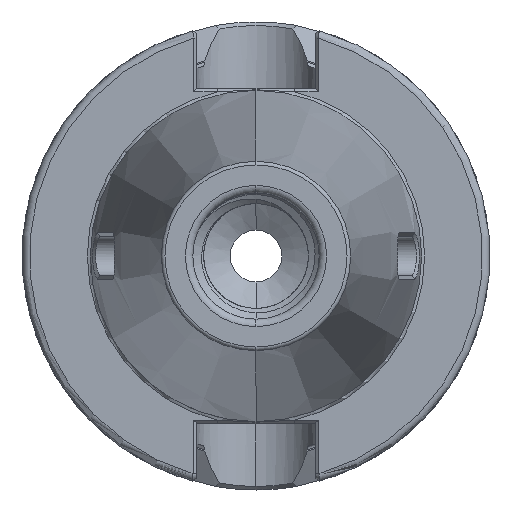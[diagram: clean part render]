
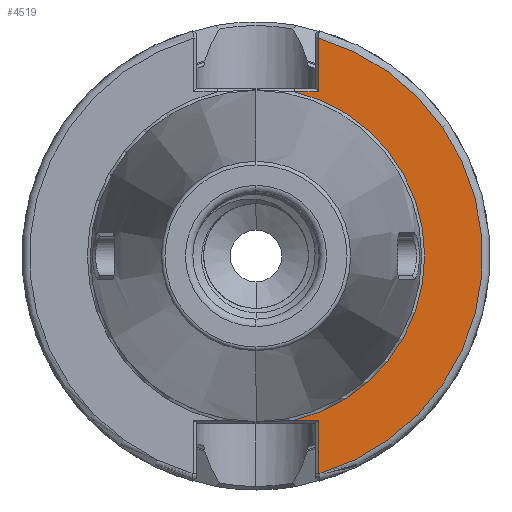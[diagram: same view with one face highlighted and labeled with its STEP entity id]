
A CAD part, left-side view. The second image highlights one B-rep face of the part: STEP entity #4519.
In plain terms, the highlighted planar face has unit normal (-1, 0, 0).
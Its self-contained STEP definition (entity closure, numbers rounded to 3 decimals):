
#294 = CARTESIAN_POINT ( 'NONE',  ( 0., -5.175, 22.1 ) ) ;
#299 = CARTESIAN_POINT ( 'NONE',  ( 0., -5.175, -22.1 ) ) ;
#2043 = CARTESIAN_POINT ( 'NONE',  ( 0., -8.479, -22.1 ) ) ;
#2044 = CARTESIAN_POINT ( 'NONE',  ( 0., -8.479, -29.298 ) ) ;
#2045 = CARTESIAN_POINT ( 'NONE',  ( 0., -8.395, 29.322 ) ) ;
#2046 = CARTESIAN_POINT ( 'NONE',  ( 0., -8.395, 22.1 ) ) ;
#2221 = CARTESIAN_POINT ( 'NONE',  ( 0., 0., 0. ) ) ;
#2222 = LINE ( 'NONE', #2223, #8499 ) ;
#2223 = CARTESIAN_POINT ( 'NONE',  ( 0., -8.479, -29.418 ) ) ;
#2224 = DIRECTION ( 'NONE',  ( 0., 0., -1. ) ) ;
#2225 = LINE ( 'NONE', #2226, #8500 ) ;
#2226 = CARTESIAN_POINT ( 'NONE',  ( 0., 2.106, -22.1 ) ) ;
#2227 = DIRECTION ( 'NONE',  ( 0., -1., 0. ) ) ;
#2228 = DIRECTION ( 'NONE',  ( 1., 0., 0. ) ) ;
#2229 = DIRECTION ( 'NONE',  ( 0., 0., -1. ) ) ;
#2231 = LINE ( 'NONE', #2232, #8501 ) ;
#2232 = CARTESIAN_POINT ( 'NONE',  ( 0., -8.395, 0. ) ) ;
#2233 = DIRECTION ( 'NONE',  ( 0., 0., -1. ) ) ;
#2234 = LINE ( 'NONE', #2235, #8503 ) ;
#2235 = CARTESIAN_POINT ( 'NONE',  ( 0., 22.698, 22.1 ) ) ;
#2236 = DIRECTION ( 'NONE',  ( 0., 1., 0. ) ) ;
#2313 = FACE_OUTER_BOUND ( 'NONE', #5715, .T. ) ;
#2317 = AXIS2_PLACEMENT_3D ( 'NONE', #3856, #3857, #3858 ) ;
#3855 = PLANE ( 'NONE',  #2317 ) ;
#3856 = CARTESIAN_POINT ( 'NONE',  ( 0., 22.698, 0. ) ) ;
#3857 = DIRECTION ( 'NONE',  ( -1., 0., 0. ) ) ;
#3858 = DIRECTION ( 'NONE',  ( 0., 0., 1. ) ) ;
#4283 = AXIS2_PLACEMENT_3D ( 'NONE', #6162, #6163, #6164 ) ;
#4519 = ADVANCED_FACE ( 'NONE', ( #2313 ), #3855, .T. ) ;
#4626 = EDGE_CURVE ( 'NONE', #5523, #5528, #8424, .T. ) ;
#5197 = ORIENTED_EDGE ( 'NONE', *, *, #4626, .T. ) ;
#5198 = ORIENTED_EDGE ( 'NONE', *, *, #6468, .T. ) ;
#5199 = ORIENTED_EDGE ( 'NONE', *, *, #6466, .T. ) ;
#5200 = ORIENTED_EDGE ( 'NONE', *, *, #6462, .T. ) ;
#5201 = ORIENTED_EDGE ( 'NONE', *, *, #6464, .F. ) ;
#5202 = ORIENTED_EDGE ( 'NONE', *, *, #6463, .T. ) ;
#5523 = VERTEX_POINT ( 'NONE', #294 ) ;
#5528 = VERTEX_POINT ( 'NONE', #299 ) ;
#5592 = VERTEX_POINT ( 'NONE', #2043 ) ;
#5593 = VERTEX_POINT ( 'NONE', #2044 ) ;
#5594 = VERTEX_POINT ( 'NONE', #2045 ) ;
#5595 = VERTEX_POINT ( 'NONE', #2046 ) ;
#5715 = EDGE_LOOP ( 'NONE', ( #5202, #5200, #5201, #5199, #5198, #5197 ) ) ;
#6162 = CARTESIAN_POINT ( 'NONE',  ( 0., 0., 0. ) ) ;
#6163 = DIRECTION ( 'NONE',  ( 1., 0., 0. ) ) ;
#6164 = DIRECTION ( 'NONE',  ( 0., 0., -1. ) ) ;
#6462 = EDGE_CURVE ( 'NONE', #5592, #5593, #2222, .T. ) ;
#6463 = EDGE_CURVE ( 'NONE', #5528, #5592, #2225, .T. ) ;
#6464 = EDGE_CURVE ( 'NONE', #5594, #5593, #8405, .T. ) ;
#6466 = EDGE_CURVE ( 'NONE', #5594, #5595, #2231, .T. ) ;
#6468 = EDGE_CURVE ( 'NONE', #5595, #5523, #2234, .T. ) ;
#8405 = CIRCLE ( 'NONE', #8495, 30.5 ) ;
#8424 = CIRCLE ( 'NONE', #4283, 22.698 ) ;
#8495 = AXIS2_PLACEMENT_3D ( 'NONE', #2221, #2228, #2229 ) ;
#8499 = VECTOR ( 'NONE', #2224, 1000. ) ;
#8500 = VECTOR ( 'NONE', #2227, 1000. ) ;
#8501 = VECTOR ( 'NONE', #2233, 1000. ) ;
#8503 = VECTOR ( 'NONE', #2236, 1000. ) ;
